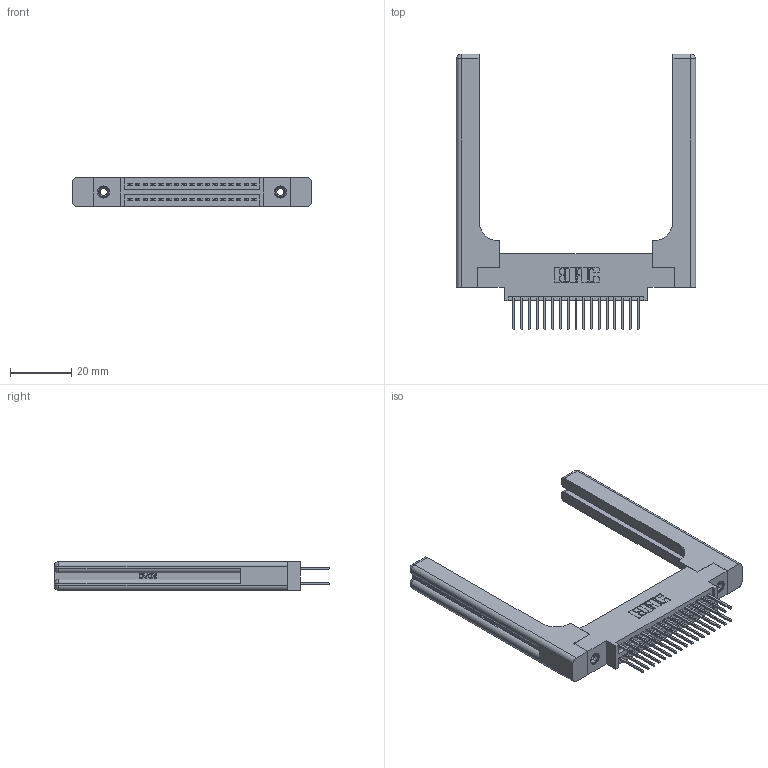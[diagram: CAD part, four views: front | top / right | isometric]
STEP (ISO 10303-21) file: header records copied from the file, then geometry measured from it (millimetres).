
FILE_DESCRIPTION (( 'STEP AP203' ), '1' );
FILE_NAME ('345-034-523-858.STEP', '2019-10-28T06:21:55', ( '' ), ( '' ), 'SwSTEP 2.0', 'SolidWorks 2016', '' );
FILE_SCHEMA (( 'CONFIG_CONTROL_DESIGN' ));
Length unit declared in the file: inch
Products named in the file (5): 345-292-001_345-293-123; 345 Part_0.170 Offset - 0.156 Dia-TH; 345-250-001_345-250-001-102; 345-034-523-858; 345-220-058_345-220-058
Assembly tree (39 placements, depth 2):
  345-034-523-858
    345 Part_0.170 Offset - 0.156 Dia-TH
    345-292-001_345-293-123  x34
    345-250-001_345-250-001-102  x2
    345-220-058_345-220-058  x2
Bounding box: 78.21 x 90.09 x 9.4 mm (x, y, z)
Volume: 15796.4 mm3; surface area: 15852.9 mm2
Topology: 39 solids, 39 shells, 2086 faces, 6085 edges, 3990 vertices
Faces by surface type: plane 1354, cylinder 672, bspline 36, cone 12, sphere 8, torus 4
Entity records: 22036 total; most frequent: CARTESIAN_POINT 4713, ORIENTED_EDGE 3444, DIRECTION 3118, EDGE_CURVE 1722, VECTOR 1430, LINE 1430, VERTEX_POINT 1138, AXIS2_PLACEMENT_3D 844
